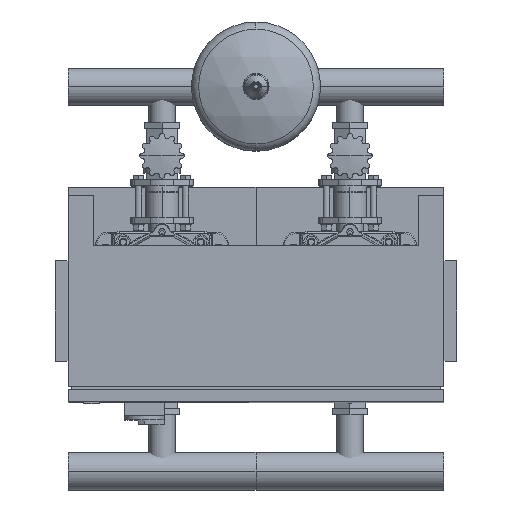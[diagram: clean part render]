
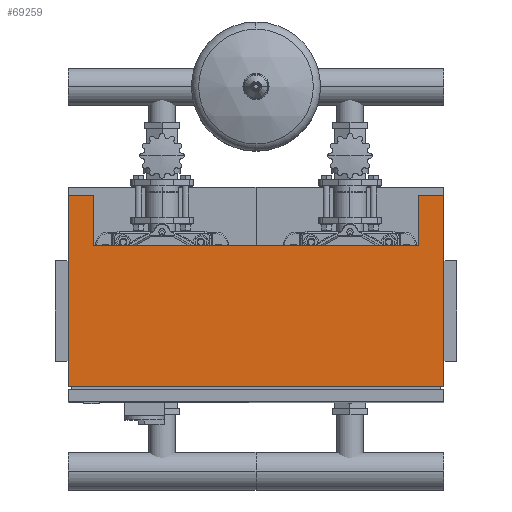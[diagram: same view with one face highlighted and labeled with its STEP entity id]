
A CAD part, top view. The second image highlights one B-rep face of the part: STEP entity #69259.
In plain terms, the highlighted planar face has unit normal (0, 0, 1).
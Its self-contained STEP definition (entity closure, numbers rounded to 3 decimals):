
#67907=CARTESIAN_POINT('',(560.0,134.909,1670.0));
#67908=VERTEX_POINT('',#67907);
#67909=CARTESIAN_POINT('',(600.0,134.909,1670.0));
#67910=VERTEX_POINT('',#67909);
#67911=CARTESIAN_POINT('',(560.0,134.909,1670.0));
#67912=DIRECTION('',(1.0,0.0,0.0));
#67913=VECTOR('',#67912,40.0);
#67914=LINE('',#67911,#67913);
#67915=EDGE_CURVE('',#67908,#67910,#67914,.T.);
#67969=CARTESIAN_POINT('',(560.0,54.909,1670.0));
#67970=VERTEX_POINT('',#67969);
#67977=CARTESIAN_POINT('',(560.0,134.909,1670.0));
#67978=DIRECTION('',(0.0,-1.0,0.0));
#67979=VECTOR('',#67978,80.0);
#67980=LINE('',#67977,#67979);
#67981=EDGE_CURVE('',#67908,#67970,#67980,.T.);
#68004=CARTESIAN_POINT('',(0.,134.909,1670.0));
#68005=VERTEX_POINT('',#68004);
#68012=CARTESIAN_POINT('',(40.,134.909,1670.0));
#68013=VERTEX_POINT('',#68012);
#68014=CARTESIAN_POINT('',(40.,134.909,1670.0));
#68015=DIRECTION('',(-1.0,0.0,0.0));
#68016=VECTOR('',#68015,40.0);
#68017=LINE('',#68014,#68016);
#68018=EDGE_CURVE('',#68013,#68005,#68017,.T.);
#68081=CARTESIAN_POINT('',(40.,54.909,1670.0));
#68082=VERTEX_POINT('',#68081);
#68083=CARTESIAN_POINT('',(40.,134.909,1670.0));
#68084=DIRECTION('',(0.0,-1.0,0.0));
#68085=VECTOR('',#68084,80.0);
#68086=LINE('',#68083,#68085);
#68087=EDGE_CURVE('',#68013,#68082,#68086,.T.);
#68129=CARTESIAN_POINT('',(560.0,54.909,1670.0));
#68130=DIRECTION('',(-1.0,0.0,0.0));
#68131=VECTOR('',#68130,520.0);
#68132=LINE('',#68129,#68131);
#68133=EDGE_CURVE('',#67970,#68082,#68132,.T.);
#69193=CARTESIAN_POINT('',(600.0,-170.091,1670.0));
#69194=VERTEX_POINT('',#69193);
#69203=CARTESIAN_POINT('',(0.,-170.091,1670.0));
#69204=VERTEX_POINT('',#69203);
#69205=CARTESIAN_POINT('',(0.,-170.091,1670.0));
#69206=DIRECTION('',(1.0,0.0,0.0));
#69207=VECTOR('',#69206,600.0);
#69208=LINE('',#69205,#69207);
#69209=EDGE_CURVE('',#69204,#69194,#69208,.T.);
#69234=CARTESIAN_POINT('',(0.,54.909,1670.0));
#69235=DIRECTION('',(0.0,0.0,1.0));
#69236=DIRECTION('',(0.0,-1.0,0.0));
#69237=AXIS2_PLACEMENT_3D('',#69234,#69235,#69236);
#69238=PLANE('',#69237);
#69239=ORIENTED_EDGE('',*,*,#69209,.T.);
#69240=CARTESIAN_POINT('',(600.0,134.909,1670.0));
#69241=DIRECTION('',(0.0,-1.0,0.0));
#69242=VECTOR('',#69241,305.0);
#69243=LINE('',#69240,#69242);
#69244=EDGE_CURVE('',#67910,#69194,#69243,.T.);
#69245=ORIENTED_EDGE('',*,*,#69244,.F.);
#69246=ORIENTED_EDGE('',*,*,#67915,.F.);
#69247=ORIENTED_EDGE('',*,*,#67981,.T.);
#69248=ORIENTED_EDGE('',*,*,#68133,.T.);
#69249=ORIENTED_EDGE('',*,*,#68087,.F.);
#69250=ORIENTED_EDGE('',*,*,#68018,.T.);
#69251=CARTESIAN_POINT('',(0.,134.909,1670.0));
#69252=DIRECTION('',(0.0,-1.0,0.0));
#69253=VECTOR('',#69252,305.0);
#69254=LINE('',#69251,#69253);
#69255=EDGE_CURVE('',#68005,#69204,#69254,.T.);
#69256=ORIENTED_EDGE('',*,*,#69255,.T.);
#69257=EDGE_LOOP('',(#69239,#69245,#69246,#69247,#69248,#69249,#69250,#69256));
#69258=FACE_OUTER_BOUND('',#69257,.T.);
#69259=ADVANCED_FACE('',(#69258),#69238,.T.);
